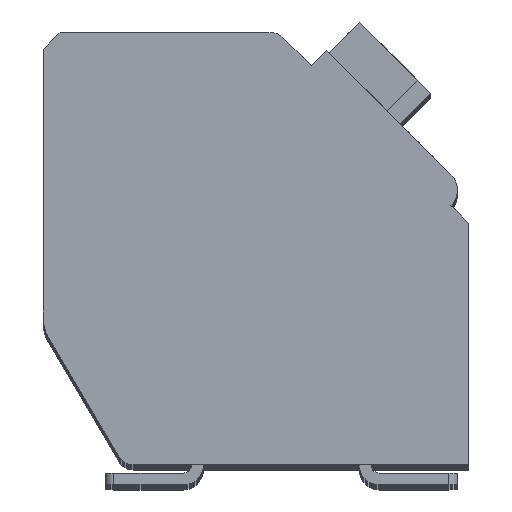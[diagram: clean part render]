
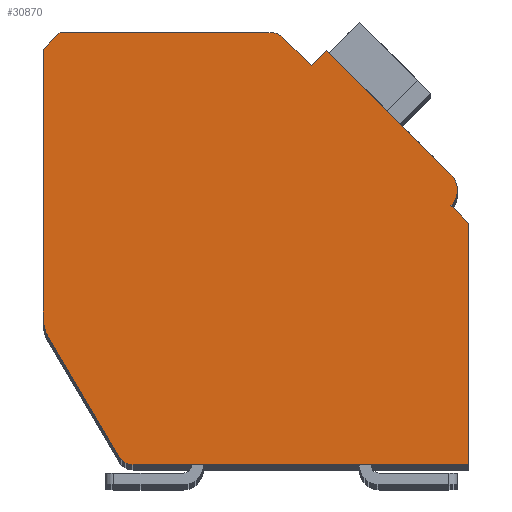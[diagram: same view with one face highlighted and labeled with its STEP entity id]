
A CAD part, top view. The second image highlights one B-rep face of the part: STEP entity #30870.
In plain terms, the highlighted planar face has unit normal (0, 0, 1).
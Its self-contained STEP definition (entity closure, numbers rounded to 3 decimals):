
#1005=DIRECTION('',(0.,-1.,0.));
#1006=VECTOR('',#1005,8.053);
#1007=CARTESIAN_POINT('',(-12.7,12.4,2.1));
#1008=LINE('',#1007,#1006);
#1009=DIRECTION('',(-0.707,-0.707,0.));
#1010=VECTOR('',#1009,0.707);
#1011=CARTESIAN_POINT('',(-12.2,12.9,2.1));
#1012=LINE('',#1011,#1010);
#1013=DIRECTION('',(-1.,0.,0.));
#1014=VECTOR('',#1013,6.298);
#1015=CARTESIAN_POINT('',(-5.902,12.9,2.1));
#1016=LINE('',#1015,#1014);
#1017=CARTESIAN_POINT('',(-5.902,12.4,2.1));
#1018=DIRECTION('',(0.,0.,1.));
#1019=DIRECTION('',(0.707,0.707,0.));
#1020=AXIS2_PLACEMENT_3D('',#1017,#1018,#1019);
#1022=DIRECTION('',(-0.707,0.707,0.));
#1023=VECTOR('',#1022,1.197);
#1024=CARTESIAN_POINT('',(-4.702,11.907,2.1));
#1025=LINE('',#1024,#1023);
#1026=DIRECTION('',(-0.707,-0.707,0.));
#1027=VECTOR('',#1026,0.65);
#1028=CARTESIAN_POINT('',(-4.243,12.367,2.1));
#1029=LINE('',#1028,#1027);
#1030=DIRECTION('',(-0.707,0.707,0.));
#1031=VECTOR('',#1030,5.25);
#1032=CARTESIAN_POINT('',(-0.53,8.655,2.1));
#1033=LINE('',#1032,#1031);
#1034=CARTESIAN_POINT('',(-0.99,8.195,2.1));
#1035=DIRECTION('',(0.,0.,1.));
#1036=DIRECTION('',(0.707,-0.707,0.));
#1037=AXIS2_PLACEMENT_3D('',#1034,#1035,#1036);
#1039=DIRECTION('',(-0.707,0.707,0.));
#1040=VECTOR('',#1039,0.75);
#1041=CARTESIAN_POINT('',(0.,7.205,2.1));
#1042=LINE('',#1041,#1040);
#1043=DIRECTION('',(0.,1.,0.));
#1044=VECTOR('',#1043,7.205);
#1045=CARTESIAN_POINT('',(0.,0.,2.1));
#1046=LINE('',#1045,#1044);
#1047=DIRECTION('',(1.,0.,0.));
#1048=VECTOR('',#1047,10.014);
#1049=CARTESIAN_POINT('',(-10.014,0.,2.1));
#1050=LINE('',#1049,#1048);
#1051=CARTESIAN_POINT('',(-10.014,0.5,2.1));
#1052=DIRECTION('',(0.,0.,1.));
#1053=DIRECTION('',(-0.862,-0.508,0.));
#1054=AXIS2_PLACEMENT_3D('',#1051,#1052,#1053);
#1056=DIRECTION('',(0.508,-0.862,0.));
#1057=VECTOR('',#1056,4.17);
#1058=CARTESIAN_POINT('',(-12.562,3.839,2.1));
#1059=LINE('',#1058,#1057);
#1060=CARTESIAN_POINT('',(-11.7,4.347,2.1));
#1061=DIRECTION('',(0.,0.,1.));
#1062=DIRECTION('',(-1.,0.,0.));
#1063=AXIS2_PLACEMENT_3D('',#1060,#1061,#1062);
#22921=CARTESIAN_POINT('',(-12.7,12.4,2.1));
#22922=CARTESIAN_POINT('',(-12.7,4.347,2.1));
#22923=VERTEX_POINT('',#22921);
#22924=VERTEX_POINT('',#22922);
#22925=CARTESIAN_POINT('',(-12.562,3.839,2.1));
#22926=VERTEX_POINT('',#22925);
#22927=CARTESIAN_POINT('',(-10.445,0.246,2.1));
#22928=VERTEX_POINT('',#22927);
#22929=CARTESIAN_POINT('',(-10.014,0.,2.1));
#22930=VERTEX_POINT('',#22929);
#22931=CARTESIAN_POINT('',(0.,0.,2.1));
#22932=VERTEX_POINT('',#22931);
#22933=CARTESIAN_POINT('',(0.,7.205,2.1));
#22934=VERTEX_POINT('',#22933);
#22935=CARTESIAN_POINT('',(-0.53,7.735,2.1));
#22936=VERTEX_POINT('',#22935);
#22937=CARTESIAN_POINT('',(-0.53,8.655,2.1));
#22938=VERTEX_POINT('',#22937);
#22939=CARTESIAN_POINT('',(-4.243,12.367,2.1));
#22940=VERTEX_POINT('',#22939);
#22941=CARTESIAN_POINT('',(-4.702,11.907,2.1));
#22942=VERTEX_POINT('',#22941);
#22943=CARTESIAN_POINT('',(-5.548,12.754,2.1));
#22944=VERTEX_POINT('',#22943);
#22945=CARTESIAN_POINT('',(-5.902,12.9,2.1));
#22946=VERTEX_POINT('',#22945);
#22947=CARTESIAN_POINT('',(-12.2,12.9,2.1));
#22948=VERTEX_POINT('',#22947);
#30838=CARTESIAN_POINT('',(0.,0.,2.1));
#30839=DIRECTION('',(0.,0.,1.));
#30840=DIRECTION('',(1.,0.,0.));
#30841=AXIS2_PLACEMENT_3D('',#30838,#30839,#30840);
#30842=PLANE('',#30841);
#30843=ORIENTED_EDGE('',*,*,#29861,.F.);
#30845=ORIENTED_EDGE('',*,*,#30844,.F.);
#30847=ORIENTED_EDGE('',*,*,#30846,.F.);
#30849=ORIENTED_EDGE('',*,*,#30848,.F.);
#30851=ORIENTED_EDGE('',*,*,#30850,.F.);
#30853=ORIENTED_EDGE('',*,*,#30852,.F.);
#30855=ORIENTED_EDGE('',*,*,#30854,.F.);
#30857=ORIENTED_EDGE('',*,*,#30856,.F.);
#30859=ORIENTED_EDGE('',*,*,#30858,.F.);
#30861=ORIENTED_EDGE('',*,*,#30860,.F.);
#30863=ORIENTED_EDGE('',*,*,#30862,.F.);
#30865=ORIENTED_EDGE('',*,*,#30864,.F.);
#30866=ORIENTED_EDGE('',*,*,#30473,.F.);
#30867=ORIENTED_EDGE('',*,*,#30081,.F.);
#30868=EDGE_LOOP('',(#30843,#30845,#30847,#30849,#30851,#30853,#30855,#30857,
#30859,#30861,#30863,#30865,#30866,#30867));
#30869=FACE_OUTER_BOUND('',#30868,.F.);
#1021=CIRCLE('',#1020,0.5);
#1038=CIRCLE('',#1037,0.65);
#1055=CIRCLE('',#1054,0.5);
#1064=CIRCLE('',#1063,1.);
#29861=EDGE_CURVE('',#22923,#22924,#1008,.T.);
#30081=EDGE_CURVE('',#22924,#22926,#1064,.T.);
#30473=EDGE_CURVE('',#22926,#22928,#1059,.T.);
#30844=EDGE_CURVE('',#22948,#22923,#1012,.T.);
#30846=EDGE_CURVE('',#22946,#22948,#1016,.T.);
#30848=EDGE_CURVE('',#22944,#22946,#1021,.T.);
#30850=EDGE_CURVE('',#22942,#22944,#1025,.T.);
#30852=EDGE_CURVE('',#22940,#22942,#1029,.T.);
#30854=EDGE_CURVE('',#22938,#22940,#1033,.T.);
#30856=EDGE_CURVE('',#22936,#22938,#1038,.T.);
#30858=EDGE_CURVE('',#22934,#22936,#1042,.T.);
#30860=EDGE_CURVE('',#22932,#22934,#1046,.T.);
#30862=EDGE_CURVE('',#22930,#22932,#1050,.T.);
#30864=EDGE_CURVE('',#22928,#22930,#1055,.T.);
#30870=ADVANCED_FACE('',(#30869),#30842,.T.);
